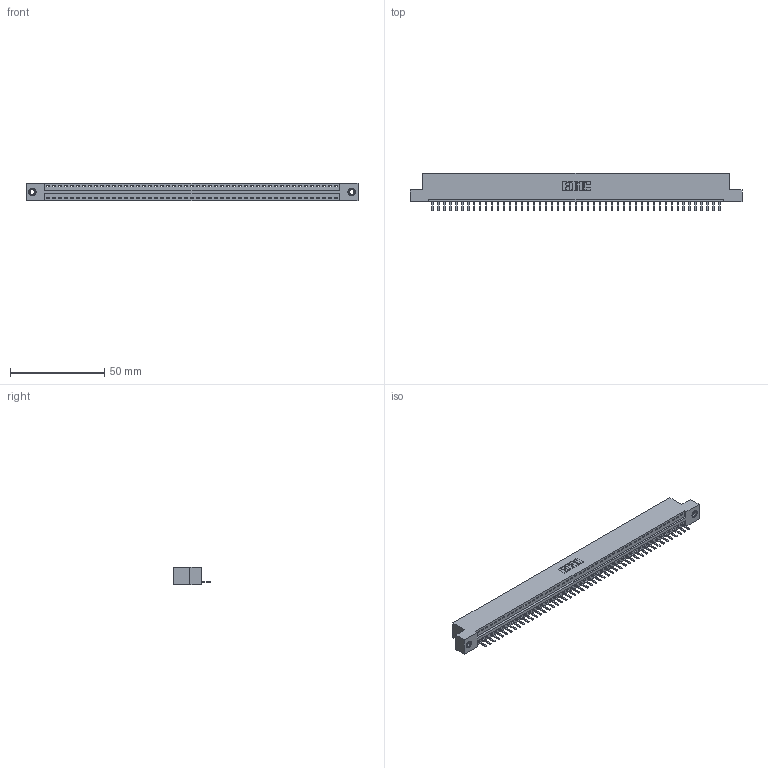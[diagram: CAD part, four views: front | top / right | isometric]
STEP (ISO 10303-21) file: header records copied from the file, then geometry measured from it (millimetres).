
FILE_DESCRIPTION (( 'STEP AP203' ), '1' );
FILE_NAME ('346-049-520-107.STEP', '2022-05-10T00:45:22', ( '' ), ( '' ), 'SwSTEP 2.0', 'SolidWorks 2020', '' );
FILE_SCHEMA (( 'CONFIG_CONTROL_DESIGN' ));
Length unit declared in the file: inch
Products named in the file (4): 345-250-001_345-250-005-103; 346-049-520-107; 346 Part_Flush Mounting Lugs - 0.156 Dia-TI; 345-292-001_345-293-120
Assembly tree (52 placements, depth 2):
  346-049-520-107
    346 Part_Flush Mounting Lugs - 0.156 Dia-TI
    345-292-001_345-293-120  x49
    345-250-001_345-250-005-103  x2
Bounding box: 176.15 x 20.02 x 9.4 mm (x, y, z)
Volume: 16755.1 mm3; surface area: 20581.4 mm2
Topology: 52 solids, 52 shells, 3220 faces, 9481 edges, 6182 vertices
Faces by surface type: plane 2166, cylinder 1038, cone 12, torus 4
Entity records: 30768 total; most frequent: CARTESIAN_POINT 5266, ORIENTED_EDGE 5230, DIRECTION 4651, EDGE_CURVE 2615, LINE 2263, VECTOR 2263, VERTEX_POINT 1736, AXIS2_PLACEMENT_3D 1194
